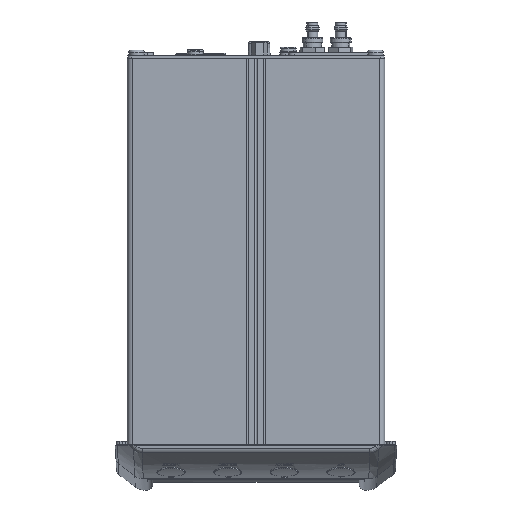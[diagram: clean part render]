
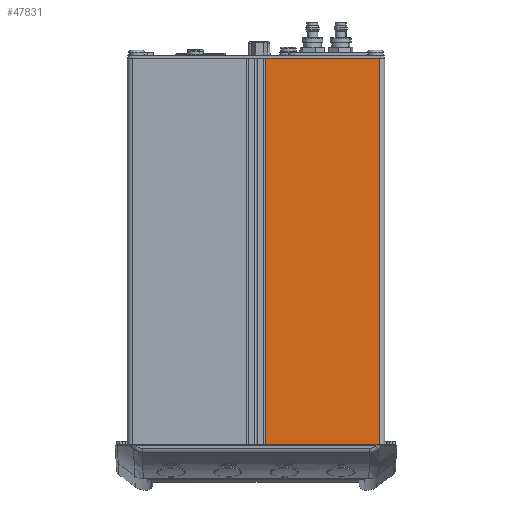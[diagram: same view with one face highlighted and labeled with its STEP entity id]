
A CAD part, front view. The second image highlights one B-rep face of the part: STEP entity #47831.
In plain terms, the highlighted planar face has unit normal (0, -1, 0).
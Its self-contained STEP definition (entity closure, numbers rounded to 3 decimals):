
#443 = DIRECTION ( 'NONE',  ( 1., 0., 0. ) ) ;
#5353 = CARTESIAN_POINT ( 'NONE',  ( 3.4, -46., 16. ) ) ;
#6715 = VERTEX_POINT ( 'NONE', #62456 ) ;
#11077 = VECTOR ( 'NONE', #75453, 1000. ) ;
#11946 = AXIS2_PLACEMENT_3D ( 'NONE', #33613, #59241, #14073 ) ;
#12861 = EDGE_CURVE ( 'NONE', #75598, #24791, #72117, .T. ) ;
#14073 = DIRECTION ( 'NONE',  ( 0., 0., 1. ) ) ;
#18436 = VECTOR ( 'NONE', #71648, 1000. ) ;
#19040 = VERTEX_POINT ( 'NONE', #62422 ) ;
#22662 = VECTOR ( 'NONE', #31693, 1000. ) ;
#24791 = VERTEX_POINT ( 'NONE', #68306 ) ;
#31693 = DIRECTION ( 'NONE',  ( 0., 0., -1. ) ) ;
#31696 = EDGE_CURVE ( 'NONE', #19040, #75598, #44548, .T. ) ;
#33613 = CARTESIAN_POINT ( 'NONE',  ( -45.5, -46., 152.5 ) ) ;
#34706 = EDGE_LOOP ( 'NONE', ( #41282, #56790, #59000, #50992 ) ) ;
#41282 = ORIENTED_EDGE ( 'NONE', *, *, #12861, .T. ) ;
#44310 = LINE ( 'NONE', #57938, #11077 ) ;
#44548 = LINE ( 'NONE', #5353, #22662 ) ;
#46006 = LINE ( 'NONE', #84013, #18436 ) ;
#47831 = ADVANCED_FACE ( 'NONE', ( #53743 ), #78454, .F. ) ;
#50992 = ORIENTED_EDGE ( 'NONE', *, *, #31696, .T. ) ;
#52044 = CARTESIAN_POINT ( 'NONE',  ( 3.4, -46., 16. ) ) ;
#53743 = FACE_OUTER_BOUND ( 'NONE', #34706, .T. ) ;
#54528 = EDGE_CURVE ( 'NONE', #19040, #6715, #44310, .T. ) ;
#56790 = ORIENTED_EDGE ( 'NONE', *, *, #64878, .T. ) ;
#57938 = CARTESIAN_POINT ( 'NONE',  ( -45.5, -46., 152.5 ) ) ;
#58855 = CARTESIAN_POINT ( 'NONE',  ( -45.5, -46., 16. ) ) ;
#59000 = ORIENTED_EDGE ( 'NONE', *, *, #54528, .F. ) ;
#59241 = DIRECTION ( 'NONE',  ( 0., 1., 0. ) ) ;
#62422 = CARTESIAN_POINT ( 'NONE',  ( 3.4, -46., 152.5 ) ) ;
#62456 = CARTESIAN_POINT ( 'NONE',  ( 43.5, -46., 152.5 ) ) ;
#64878 = EDGE_CURVE ( 'NONE', #24791, #6715, #46006, .T. ) ;
#68306 = CARTESIAN_POINT ( 'NONE',  ( 43.5, -46., 16. ) ) ;
#71648 = DIRECTION ( 'NONE',  ( 0., 0., 1. ) ) ;
#72117 = LINE ( 'NONE', #58855, #77375 ) ;
#75453 = DIRECTION ( 'NONE',  ( 1., 0., 0. ) ) ;
#75598 = VERTEX_POINT ( 'NONE', #52044 ) ;
#77375 = VECTOR ( 'NONE', #443, 1000. ) ;
#78454 = PLANE ( 'NONE',  #11946 ) ;
#84013 = CARTESIAN_POINT ( 'NONE',  ( 43.5, -46., 152.5 ) ) ;
